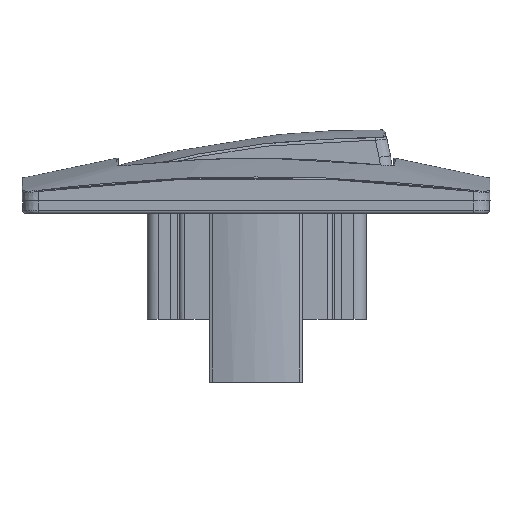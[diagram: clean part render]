
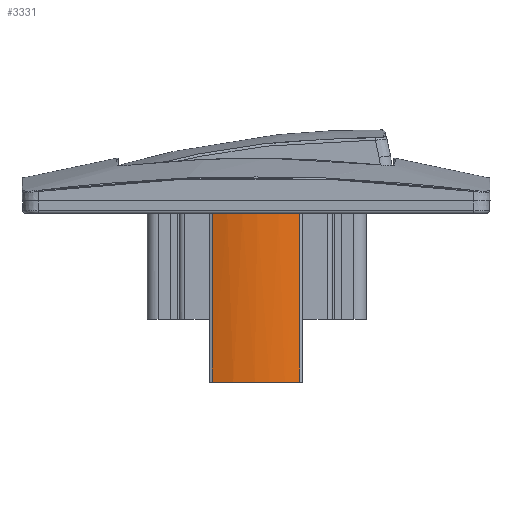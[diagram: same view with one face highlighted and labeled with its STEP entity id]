
A CAD part, left-side view. The second image highlights one B-rep face of the part: STEP entity #3331.
In plain terms, the highlighted cylindrical face has radius 25 mm (diameter 50 mm), a partial arc.
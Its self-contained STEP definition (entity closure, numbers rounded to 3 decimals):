
#91 = EDGE_CURVE ( 'NONE', #5076, #1649, #8712, .T. ) ;
#420 = ORIENTED_EDGE ( 'NONE', *, *, #91, .T. ) ;
#1275 = B_SPLINE_CURVE_WITH_KNOTS ( 'NONE', 3,
 ( #10259, #2676, #18071, #14415, #19412, #4133 ),
 .UNSPECIFIED., .F., .F.,
 ( 4, 2, 4 ),
 ( 0., 0.5, 1. ),
 .UNSPECIFIED. ) ;
#1649 = VERTEX_POINT ( 'NONE', #2228 ) ;
#1677 = EDGE_CURVE ( 'NONE', #1649, #3862, #1275, .T. ) ;
#1699 = CARTESIAN_POINT ( 'NONE',  ( -24.435, -8., 0. ) ) ;
#1780 = CARTESIAN_POINT ( 'NONE',  ( -24.435, -8., -20.667 ) ) ;
#2020 = AXIS2_PLACEMENT_3D ( 'NONE', #15230, #10084, #5177 ) ;
#2228 = CARTESIAN_POINT ( 'NONE',  ( -24.435, 8., -31. ) ) ;
#2333 = CARTESIAN_POINT ( 'NONE',  ( -24.435, -8., 0. ) ) ;
#2664 = ORIENTED_EDGE ( 'NONE', *, *, #1677, .T. ) ;
#2676 = CARTESIAN_POINT ( 'NONE',  ( -25.304, 5.428, -31. ) ) ;
#2841 = CARTESIAN_POINT ( 'NONE',  ( -24.435, 8., -20.667 ) ) ;
#3331 = ADVANCED_FACE ( 'NONE', ( #13775 ), #11765, .T. ) ;
#3862 = VERTEX_POINT ( 'NONE', #15216 ) ;
#3982 = B_SPLINE_CURVE_WITH_KNOTS ( 'NONE', 3,
 ( #5704, #21212, #12524, #19325, #7498, #16642 ),
 .UNSPECIFIED., .F., .F.,
 ( 4, 2, 4 ),
 ( 0., 0.5, 1. ),
 .UNSPECIFIED. ) ;
#4133 = CARTESIAN_POINT ( 'NONE',  ( -24.435, -8., -31. ) ) ;
#5076 = VERTEX_POINT ( 'NONE', #5890 ) ;
#5177 = DIRECTION ( 'NONE',  ( -0.947, -0.32, 0. ) ) ;
#5704 = CARTESIAN_POINT ( 'NONE',  ( -24.435, -8., 0. ) ) ;
#5890 = CARTESIAN_POINT ( 'NONE',  ( -24.435, 8., 0. ) ) ;
#6296 = CARTESIAN_POINT ( 'NONE',  ( -24.435, 8., -31. ) ) ;
#7498 = CARTESIAN_POINT ( 'NONE',  ( -25.304, 5.428, 0. ) ) ;
#8690 = EDGE_CURVE ( 'NONE', #14864, #5076, #3982, .T. ) ;
#8712 = B_SPLINE_CURVE_WITH_KNOTS ( 'NONE', 3,
 ( #19473, #16356, #2841, #6296 ),
 .UNSPECIFIED., .F., .F.,
 ( 4, 4 ),
 ( 0., 1. ),
 .UNSPECIFIED. ) ;
#10084 = DIRECTION ( 'NONE',  ( 0., 0., -1. ) ) ;
#10259 = CARTESIAN_POINT ( 'NONE',  ( -24.435, 8., -31. ) ) ;
#10694 = CARTESIAN_POINT ( 'NONE',  ( -24.435, -8., -10.333 ) ) ;
#11765 = CYLINDRICAL_SURFACE ( 'NONE', #2020, 25. ) ;
#12524 = CARTESIAN_POINT ( 'NONE',  ( -25.75, -2.714, 0. ) ) ;
#12827 = EDGE_LOOP ( 'NONE', ( #2664, #17611, #19234, #420 ) ) ;
#13775 = FACE_OUTER_BOUND ( 'NONE', #12827, .T. ) ;
#13911 = EDGE_CURVE ( 'NONE', #3862, #14864, #19744, .T. ) ;
#14415 = CARTESIAN_POINT ( 'NONE',  ( -25.75, -2.714, -31. ) ) ;
#14864 = VERTEX_POINT ( 'NONE', #1699 ) ;
#15216 = CARTESIAN_POINT ( 'NONE',  ( -24.435, -8., -31. ) ) ;
#15230 = CARTESIAN_POINT ( 'NONE',  ( -0.75, 0., 9. ) ) ;
#16356 = CARTESIAN_POINT ( 'NONE',  ( -24.435, 8., -10.333 ) ) ;
#16642 = CARTESIAN_POINT ( 'NONE',  ( -24.435, 8., 0. ) ) ;
#17073 = CARTESIAN_POINT ( 'NONE',  ( -24.435, -8., -31. ) ) ;
#17611 = ORIENTED_EDGE ( 'NONE', *, *, #13911, .T. ) ;
#18071 = CARTESIAN_POINT ( 'NONE',  ( -25.75, 2.714, -31. ) ) ;
#19234 = ORIENTED_EDGE ( 'NONE', *, *, #8690, .T. ) ;
#19325 = CARTESIAN_POINT ( 'NONE',  ( -25.75, 2.714, 0. ) ) ;
#19412 = CARTESIAN_POINT ( 'NONE',  ( -25.304, -5.428, -31. ) ) ;
#19473 = CARTESIAN_POINT ( 'NONE',  ( -24.435, 8., 0. ) ) ;
#19744 = B_SPLINE_CURVE_WITH_KNOTS ( 'NONE', 3,
 ( #17073, #1780, #10694, #2333 ),
 .UNSPECIFIED., .F., .F.,
 ( 4, 4 ),
 ( 0., 1. ),
 .UNSPECIFIED. ) ;
#21212 = CARTESIAN_POINT ( 'NONE',  ( -25.304, -5.428, 0. ) ) ;
